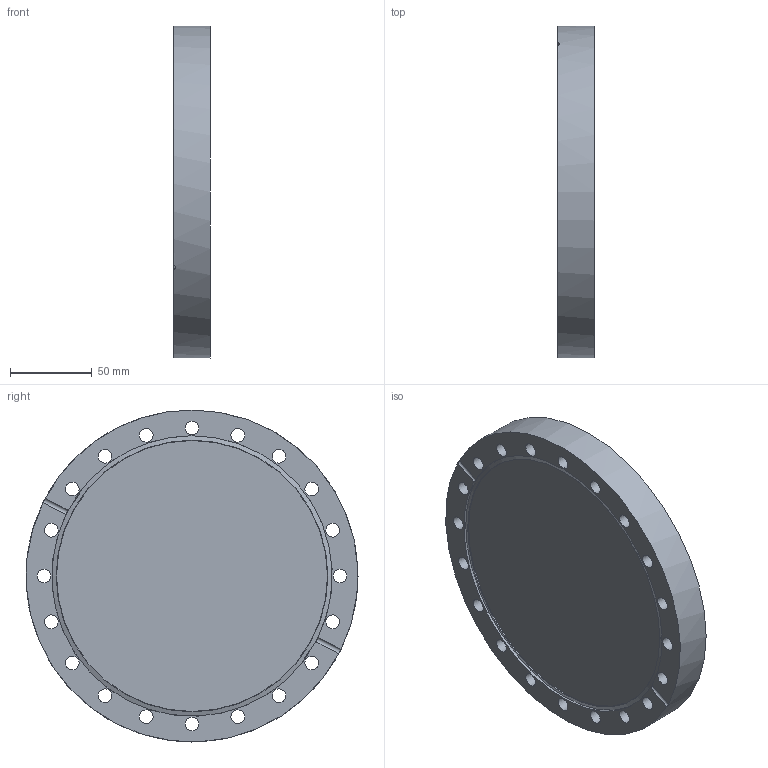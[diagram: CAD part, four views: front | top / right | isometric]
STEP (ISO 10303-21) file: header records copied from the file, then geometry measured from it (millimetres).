
FILE_DESCRIPTION( ( 'Unknown' ), '1' );
FILE_NAME( '7425F4.stp', 'Unknown', ( 'Unknown' ), ( 'Unknown' ), 'PSStep 14.0', 'Unknown', ' ' );
FILE_SCHEMA( ( 'AUTOMOTIVE_DESIGN { 1 0 10303 214 1 1 1 1 }' ) );
Length unit declared in the file: millimetre
Products named in the file (1): 1
Bounding box: 22.3 x 203 x 203 mm (x, y, z)
Volume: 669345.6 mm3; surface area: 89699.1 mm2
Topology: 1 solids, 1 shells, 30 faces, 102 edges, 74 vertices
Faces by surface type: cylinder 24, plane 4, cone 2
Full cylindrical faces by diameter (mm): 8.4 x20, 171.5 x1, 203 x1
Entity records: 1220 total; most frequent: CARTESIAN_POINT 191, DIRECTION 162, ORIENTED_EDGE 112, EDGE_LOOP 94, AXIS2_PLACEMENT_3D 79, EDGE_CURVE 56, FACE_OUTER_BOUND 52, VERTEX_POINT 52
